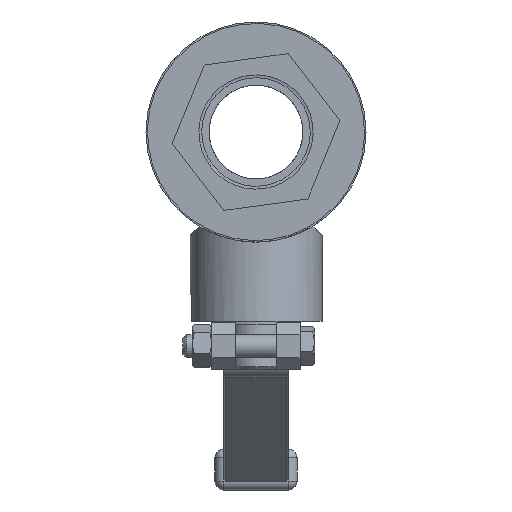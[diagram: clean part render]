
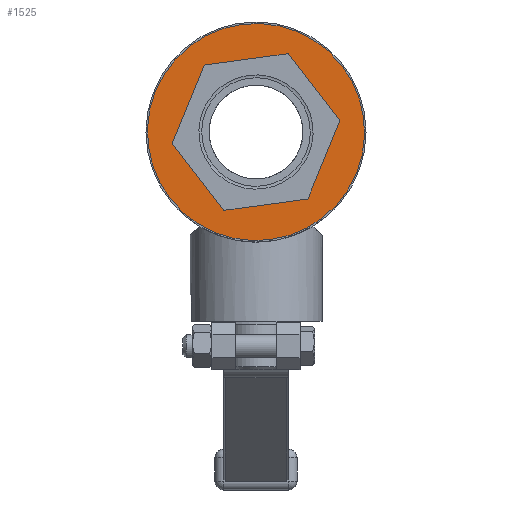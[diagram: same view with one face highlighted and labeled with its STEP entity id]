
A CAD part, front view. The second image highlights one B-rep face of the part: STEP entity #1525.
In plain terms, the highlighted planar face has unit normal (0, -1, 0).
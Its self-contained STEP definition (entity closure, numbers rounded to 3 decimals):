
#1525=ADVANCED_FACE('',(#3043,#3045),#3047,.T.);
#3043=FACE_BOUND('',#3044,.T.);
#3044=EDGE_LOOP('',(#4116));
#3045=FACE_BOUND('',#3046,.T.);
#3046=EDGE_LOOP('',(#4117,#4118,#4119,#4120,#4121,#4122));
#3047=PLANE('',#3048);
#3048=AXIS2_PLACEMENT_3D('',#3049,#3050,#3051);
#3049=CARTESIAN_POINT('',(0.,-44.,0.));
#3050=DIRECTION('',(0.,-1.,0.));
#3051=DIRECTION('',(-0.134,0.,0.991));
#4116=ORIENTED_EDGE('',*,*,#4629,.F.);
#4117=ORIENTED_EDGE('',*,*,#4631,.F.);
#4118=ORIENTED_EDGE('',*,*,#4632,.F.);
#4119=ORIENTED_EDGE('',*,*,#4633,.F.);
#4120=ORIENTED_EDGE('',*,*,#4634,.F.);
#4121=ORIENTED_EDGE('',*,*,#4635,.F.);
#4122=ORIENTED_EDGE('',*,*,#4636,.F.);
#4629=EDGE_CURVE('',#5342,#5342,#5343,.T.);
#4631=EDGE_CURVE('',#5346,#5347,#5348,.T.);
#4632=EDGE_CURVE('',#5349,#5346,#5350,.T.);
#4633=EDGE_CURVE('',#5351,#5349,#5352,.T.);
#4634=EDGE_CURVE('',#5353,#5351,#5354,.T.);
#4635=EDGE_CURVE('',#5355,#5353,#5356,.T.);
#4636=EDGE_CURVE('',#5347,#5355,#5357,.T.);
#5342=VERTEX_POINT('',#8001);
#5343=CIRCLE('',#8002,37.);
#5346=VERTEX_POINT('',#8011);
#5347=VERTEX_POINT('',#8012);
#5348=LINE('',#8013,#8014);
#5349=VERTEX_POINT('',#8016);
#5350=LINE('',#8017,#8018);
#5351=VERTEX_POINT('',#8020);
#5352=LINE('',#8021,#8022);
#5353=VERTEX_POINT('',#8024);
#5354=LINE('',#8025,#8026);
#5355=VERTEX_POINT('',#8028);
#5356=LINE('',#8029,#8030);
#5357=LINE('',#8032,#8033);
#8001=CARTESIAN_POINT('',(-4.968,-44.,36.665));
#8002=AXIS2_PLACEMENT_3D('',#8003,#8004,#8005);
#8003=CARTESIAN_POINT('',(0.,-44.,0.));
#8004=DIRECTION('',(0.,1.,0.));
#8005=DIRECTION('',(-0.134,0.,0.991));
#8011=CARTESIAN_POINT('',(-17.66,-44.,22.836));
#8012=CARTESIAN_POINT('',(-28.606,-44.,-3.876));
#8013=CARTESIAN_POINT('',(-17.66,-44.,22.836));
#8014=VECTOR('',#8015,1.);
#8015=DIRECTION('',(-0.379,0.,-0.925));
#8016=CARTESIAN_POINT('',(10.946,-44.,26.712));
#8017=CARTESIAN_POINT('',(10.946,-44.,26.712));
#8018=VECTOR('',#8019,1.);
#8019=DIRECTION('',(-0.991,0.,-0.134));
#8020=CARTESIAN_POINT('',(28.606,-44.,3.876));
#8021=CARTESIAN_POINT('',(28.606,-44.,3.876));
#8022=VECTOR('',#8023,1.);
#8023=DIRECTION('',(-0.612,0.,0.791));
#8024=CARTESIAN_POINT('',(17.66,-44.,-22.836));
#8025=CARTESIAN_POINT('',(17.66,-44.,-22.836));
#8026=VECTOR('',#8027,1.);
#8027=DIRECTION('',(0.379,0.,0.925));
#8028=CARTESIAN_POINT('',(-10.946,-44.,-26.712));
#8029=CARTESIAN_POINT('',(-10.946,-44.,-26.712));
#8030=VECTOR('',#8031,1.);
#8031=DIRECTION('',(0.991,0.,0.134));
#8032=CARTESIAN_POINT('',(-28.606,-44.,-3.876));
#8033=VECTOR('',#8034,1.);
#8034=DIRECTION('',(0.612,0.,-0.791));
